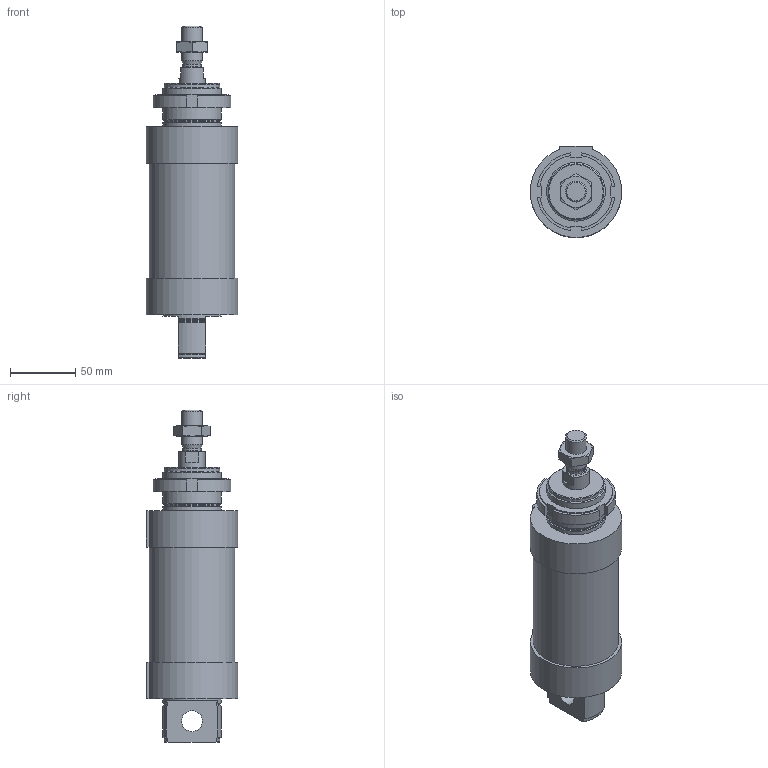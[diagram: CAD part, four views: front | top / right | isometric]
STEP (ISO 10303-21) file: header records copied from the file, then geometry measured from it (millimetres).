
FILE_DESCRIPTION(/* description */ ('STEP AP214'),/* implementation_level */ '2;1');
FILE_NAME(/* name */ '559327_DSNU-63-50-PPS-A',/* time_stamp */ '2024-08-21T01:00:15+02:00',/* author */ ('License CC BY-ND 4.0'),/* organization */ ('CADENAS'),/* preprocessor_version */ 'ST-DEVELOPER v19.3',/* originating_system */ 'PARTsolutions',/* authorisation */ ' ');
FILE_SCHEMA (('AUTOMOTIVE_DESIGN {1 0 10303 214 3 1 1}'));
Length unit declared in the file: millimetre
Products named in the file (5): 559327 DSNU-63-50-PPS-A---(0); 559327 DSNU-63-50-PPS---(A----0-ZR); 3773 M45x1.5; 559327 DSNU-63-50-PPS---(A---00--0-KS); DIN-439-B - M16x1.5(F)
Assembly tree (4 placements, depth 2):
  559327 DSNU-63-50-PPS-A---(0)
    559327 DSNU-63-50-PPS---(A----0-ZR)
    3773 M45x1.5
    559327 DSNU-63-50-PPS---(A---00--0-KS)
    DIN-439-B - M16x1.5(F)
Bounding box: 69.99 x 70 x 254.2 mm (x, y, z)
Volume: 469041.4 mm3; surface area: 100538.5 mm2
Topology: 4 solids, 4 shells, 125 faces, 298 edges, 192 vertices
Faces by surface type: plane 57, cylinder 41, cone 19, torus 8
Full cylindrical faces by diameter (mm): 13.9 x1, 14.376 x1, 14.95 x2, 16 x2, 20 x2, 42.8 x2, 43.376 x1, 45 x3, 63 x2, 65.4 x1
Entity records: 3619 total; most frequent: CARTESIAN_POINT 694, DIRECTION 598, ORIENTED_EDGE 524, EDGE_CURVE 262, AXIS2_PLACEMENT_3D 238, VERTEX_POINT 190, EDGE_LOOP 176, FACE_BOUND 176
